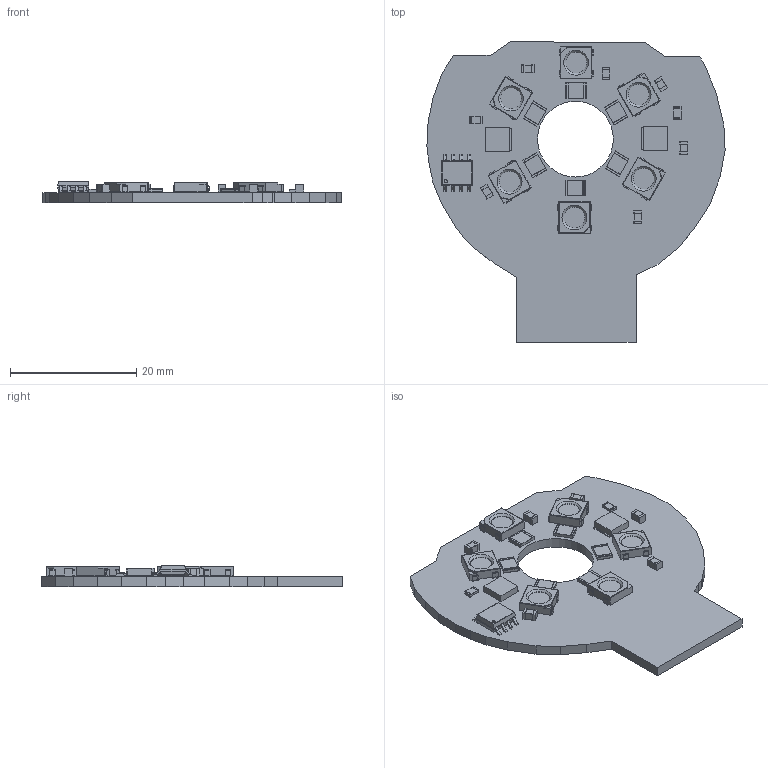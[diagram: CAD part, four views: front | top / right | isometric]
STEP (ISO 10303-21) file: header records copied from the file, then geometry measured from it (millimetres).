
FILE_DESCRIPTION(('KiCad electronic assembly'),'2;1');
FILE_NAME('led_defogger_PCB_with_UV.step','2020-08-29T22:14:48',( 'An Author'),('A Company'),'Open CASCADE STEP processor 6.9', 'KiCad to STEP converter','Unknown');
FILE_SCHEMA(('AUTOMOTIVE_DESIGN { 1 0 10303 214 1 1 1 1 }'));
Length unit declared in the file: millimetre
Products named in the file (14): Open CASCADE STEP translator 6.9 1; DS18B20Z+; COMPOUND; OCU-400-UE365-X-T; R_0805_2012Metric; SOLID; R_1210_3225Metric; LED_WS2812B_PLCC4_5.0x5.0mm_P3.2mm; C_0805_2012Metric
Assembly tree (30 placements, depth 3):
  Open CASCADE STEP translator 6.9 1
    DS18B20Z+
      COMPOUND
    OCU-400-UE365-X-T  x2
      COMPOUND
    R_0805_2012Metric  x2
      SOLID
    R_1210_3225Metric  x6
      SOLID
    LED_WS2812B_PLCC4_5.0x5.0mm_P3.2mm  x6
      SOLID
    C_0805_2012Metric  x6
      SOLID
    COMPOUND
Bounding box: 47.2 x 47.6 x 3.4 mm (x, y, z)
Volume: 2823.3 mm3; surface area: 4440.8 mm2
Topology: 36 solids, 36 shells, 982 faces, 2661 edges, 1746 vertices
Faces by surface type: plane 674, cylinder 302, cone 6
Full cylindrical faces by diameter (mm): 0.487 x1, 3.333 x6, 12 x1
Entity records: 23072 total; most frequent: CARTESIAN_POINT 4259, DIRECTION 3331, LINE 2228, VECTOR 2228, ORIENTED_EDGE 1704, PCURVE 1704, DEFINITIONAL_REPRESENTATION 1704, EDGE_CURVE 852
